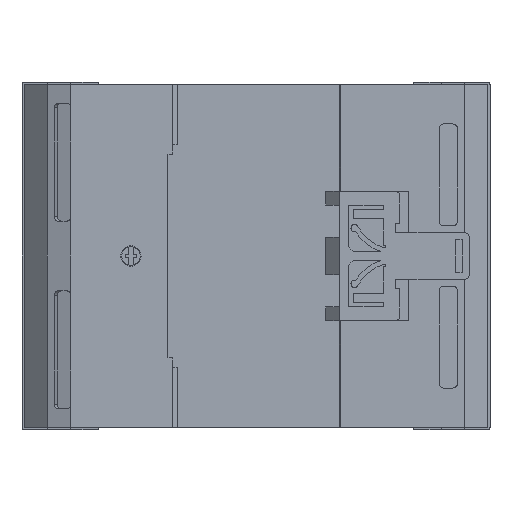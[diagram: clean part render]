
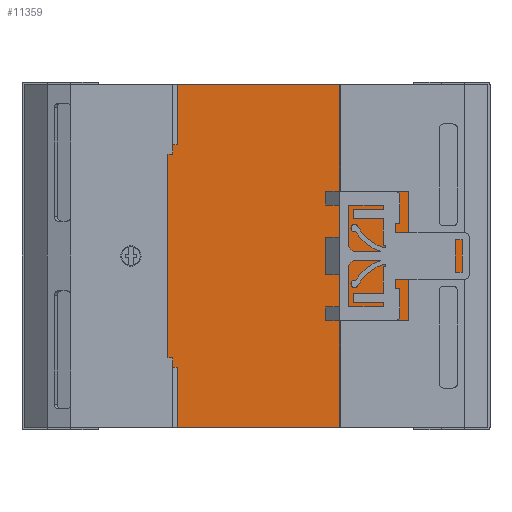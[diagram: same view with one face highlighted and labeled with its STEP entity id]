
A CAD part, left-side view. The second image highlights one B-rep face of the part: STEP entity #11359.
In plain terms, the highlighted planar face has unit normal (-1, 0, 0).
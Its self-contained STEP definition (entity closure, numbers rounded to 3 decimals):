
#509 = LINE ( 'NONE', #14984, #1322 ) ;
#560 = FACE_OUTER_BOUND ( 'NONE', #15611, .T. ) ;
#653 = ORIENTED_EDGE ( 'NONE', *, *, #12214, .T. ) ;
#741 = CARTESIAN_POINT ( 'NONE',  ( -29.5, 18., 37. ) ) ;
#796 = CARTESIAN_POINT ( 'NONE',  ( -29.5, -18., -14. ) ) ;
#1054 = CARTESIAN_POINT ( 'NONE',  ( -29.5, -33., 5. ) ) ;
#1108 = EDGE_CURVE ( 'NONE', #6426, #7443, #2726, .T. ) ;
#1153 = DIRECTION ( 'NONE',  ( 0., 0., 1. ) ) ;
#1322 = VECTOR ( 'NONE', #13637, 1000. ) ;
#1677 = LINE ( 'NONE', #14641, #4667 ) ;
#1772 = ORIENTED_EDGE ( 'NONE', *, *, #15002, .T. ) ;
#1773 = CARTESIAN_POINT ( 'NONE',  ( -29.5, -18., 37. ) ) ;
#1838 = EDGE_CURVE ( 'NONE', #13049, #6860, #11990, .T. ) ;
#1862 = CARTESIAN_POINT ( 'NONE',  ( -29.5, 19., -22. ) ) ;
#2313 = CARTESIAN_POINT ( 'NONE',  ( -29.5, -18., -37. ) ) ;
#2420 = DIRECTION ( 'NONE',  ( 0., -1., 0. ) ) ;
#2572 = VECTOR ( 'NONE', #1153, 1000. ) ;
#2708 = VECTOR ( 'NONE', #3438, 1000. ) ;
#2726 = LINE ( 'NONE', #16202, #16043 ) ;
#2817 = EDGE_CURVE ( 'NONE', #6860, #14254, #10333, .T. ) ;
#2894 = VECTOR ( 'NONE', #11191, 1000. ) ;
#2950 = CARTESIAN_POINT ( 'NONE',  ( -29.5, -33., -14. ) ) ;
#2990 = CARTESIAN_POINT ( 'NONE',  ( -29.5, -33., 14. ) ) ;
#3167 = ORIENTED_EDGE ( 'NONE', *, *, #9300, .F. ) ;
#3295 = LINE ( 'NONE', #16341, #2894 ) ;
#3438 = DIRECTION ( 'NONE',  ( 0., 0., 1. ) ) ;
#3957 = DIRECTION ( 'NONE',  ( 0., 1., 0. ) ) ;
#4160 = VERTEX_POINT ( 'NONE', #13855 ) ;
#4264 = CARTESIAN_POINT ( 'NONE',  ( -29.5, -18., 14. ) ) ;
#4408 = EDGE_CURVE ( 'NONE', #10797, #13049, #12434, .T. ) ;
#4667 = VECTOR ( 'NONE', #15965, 1000. ) ;
#4718 = VERTEX_POINT ( 'NONE', #13607 ) ;
#4798 = ORIENTED_EDGE ( 'NONE', *, *, #1838, .T. ) ;
#5048 = EDGE_CURVE ( 'NONE', #16591, #9441, #5724, .T. ) ;
#5071 = AXIS2_PLACEMENT_3D ( 'NONE', #10391, #11700, #3957 ) ;
#5127 = CARTESIAN_POINT ( 'NONE',  ( -29.5, 18., -37. ) ) ;
#5276 = EDGE_CURVE ( 'NONE', #9441, #10234, #9358, .T. ) ;
#5426 = CARTESIAN_POINT ( 'NONE',  ( -29.5, 18., 22. ) ) ;
#5497 = EDGE_CURVE ( 'NONE', #12100, #11532, #9149, .T. ) ;
#5581 = LINE ( 'NONE', #8850, #2572 ) ;
#5618 = DIRECTION ( 'NONE',  ( 0., -1., 0. ) ) ;
#5724 = LINE ( 'NONE', #7488, #15635 ) ;
#5828 = VERTEX_POINT ( 'NONE', #2950 ) ;
#6206 = DIRECTION ( 'NONE',  ( 0., 0., 1. ) ) ;
#6426 = VERTEX_POINT ( 'NONE', #15166 ) ;
#6501 = CARTESIAN_POINT ( 'NONE',  ( -29.5, 18., 22. ) ) ;
#6837 = ORIENTED_EDGE ( 'NONE', *, *, #1108, .T. ) ;
#6860 = VERTEX_POINT ( 'NONE', #1862 ) ;
#6924 = VECTOR ( 'NONE', #5618, 1000. ) ;
#7443 = VERTEX_POINT ( 'NONE', #796 ) ;
#7488 = CARTESIAN_POINT ( 'NONE',  ( -29.5, -18., -37. ) ) ;
#7677 = CARTESIAN_POINT ( 'NONE',  ( -29.5, 19., 22. ) ) ;
#7759 = VECTOR ( 'NONE', #15892, 1000. ) ;
#7787 = DIRECTION ( 'NONE',  ( 0., 1., 0. ) ) ;
#7889 = ORIENTED_EDGE ( 'NONE', *, *, #15884, .T. ) ;
#7901 = ORIENTED_EDGE ( 'NONE', *, *, #15572, .T. ) ;
#7912 = LINE ( 'NONE', #1054, #13991 ) ;
#7970 = ORIENTED_EDGE ( 'NONE', *, *, #4408, .T. ) ;
#8137 = CARTESIAN_POINT ( 'NONE',  ( -29.5, -18., -14. ) ) ;
#8425 = DIRECTION ( 'NONE',  ( 0., 0., 1. ) ) ;
#8603 = CARTESIAN_POINT ( 'NONE',  ( -29.5, -33., 5. ) ) ;
#8616 = EDGE_CURVE ( 'NONE', #5828, #12187, #509, .T. ) ;
#8725 = EDGE_CURVE ( 'NONE', #6426, #11316, #12620, .T. ) ;
#8850 = CARTESIAN_POINT ( 'NONE',  ( -29.5, 18., -37. ) ) ;
#8891 = ORIENTED_EDGE ( 'NONE', *, *, #12660, .T. ) ;
#8975 = VECTOR ( 'NONE', #7787, 1000. ) ;
#9030 = DIRECTION ( 'NONE',  ( 0., 0., -1. ) ) ;
#9149 = LINE ( 'NONE', #8603, #2708 ) ;
#9265 = CARTESIAN_POINT ( 'NONE',  ( -29.5, 18., -22. ) ) ;
#9300 = EDGE_CURVE ( 'NONE', #11316, #14254, #3295, .T. ) ;
#9358 = LINE ( 'NONE', #1773, #9753 ) ;
#9441 = VERTEX_POINT ( 'NONE', #13400 ) ;
#9753 = VECTOR ( 'NONE', #10775, 1000. ) ;
#9917 = VECTOR ( 'NONE', #11879, 1000. ) ;
#10234 = VERTEX_POINT ( 'NONE', #741 ) ;
#10263 = ORIENTED_EDGE ( 'NONE', *, *, #8725, .F. ) ;
#10333 = LINE ( 'NONE', #9265, #9917 ) ;
#10391 = CARTESIAN_POINT ( 'NONE',  ( -29.5, -18., -37. ) ) ;
#10396 = LINE ( 'NONE', #8137, #6924 ) ;
#10775 = DIRECTION ( 'NONE',  ( 0., 1., 0. ) ) ;
#10797 = VERTEX_POINT ( 'NONE', #5426 ) ;
#11021 = ORIENTED_EDGE ( 'NONE', *, *, #5048, .T. ) ;
#11191 = DIRECTION ( 'NONE',  ( 0., 0., 1. ) ) ;
#11200 = CARTESIAN_POINT ( 'NONE',  ( -29.5, 18., -22. ) ) ;
#11208 = LINE ( 'NONE', #4264, #7759 ) ;
#11227 = EDGE_CURVE ( 'NONE', #10797, #10234, #5581, .T. ) ;
#11316 = VERTEX_POINT ( 'NONE', #5127 ) ;
#11359 = ADVANCED_FACE ( 'NONE', ( #560 ), #12942, .F. ) ;
#11443 = CARTESIAN_POINT ( 'NONE',  ( -29.5, -33., -5. ) ) ;
#11532 = VERTEX_POINT ( 'NONE', #2990 ) ;
#11700 = DIRECTION ( 'NONE',  ( 1., 0., 0. ) ) ;
#11879 = DIRECTION ( 'NONE',  ( 0., -1., 0. ) ) ;
#11990 = LINE ( 'NONE', #14183, #14991 ) ;
#12008 = CARTESIAN_POINT ( 'NONE',  ( -29.5, -33., -5. ) ) ;
#12100 = VERTEX_POINT ( 'NONE', #14366 ) ;
#12160 = ORIENTED_EDGE ( 'NONE', *, *, #11227, .F. ) ;
#12187 = VERTEX_POINT ( 'NONE', #12008 ) ;
#12208 = VECTOR ( 'NONE', #13916, 1000. ) ;
#12214 = EDGE_CURVE ( 'NONE', #11532, #16591, #11208, .T. ) ;
#12434 = LINE ( 'NONE', #6501, #8975 ) ;
#12620 = LINE ( 'NONE', #2313, #12208 ) ;
#12660 = EDGE_CURVE ( 'NONE', #7443, #5828, #10396, .T. ) ;
#12942 = PLANE ( 'NONE',  #5071 ) ;
#13049 = VERTEX_POINT ( 'NONE', #7677 ) ;
#13400 = CARTESIAN_POINT ( 'NONE',  ( -29.5, -18., 37. ) ) ;
#13550 = LINE ( 'NONE', #11443, #16607 ) ;
#13607 = CARTESIAN_POINT ( 'NONE',  ( -29.5, -45., 5. ) ) ;
#13637 = DIRECTION ( 'NONE',  ( 0., 0., 1. ) ) ;
#13855 = CARTESIAN_POINT ( 'NONE',  ( -29.5, -45., -5. ) ) ;
#13916 = DIRECTION ( 'NONE',  ( 0., 1., 0. ) ) ;
#13991 = VECTOR ( 'NONE', #15190, 1000. ) ;
#14115 = CARTESIAN_POINT ( 'NONE',  ( -29.5, -18., 14. ) ) ;
#14183 = CARTESIAN_POINT ( 'NONE',  ( -29.5, 19., -22. ) ) ;
#14254 = VERTEX_POINT ( 'NONE', #11200 ) ;
#14366 = CARTESIAN_POINT ( 'NONE',  ( -29.5, -33., 5. ) ) ;
#14641 = CARTESIAN_POINT ( 'NONE',  ( -29.5, -45., -37. ) ) ;
#14984 = CARTESIAN_POINT ( 'NONE',  ( -29.5, -33., -14. ) ) ;
#14991 = VECTOR ( 'NONE', #9030, 1000. ) ;
#15002 = EDGE_CURVE ( 'NONE', #4718, #12100, #7912, .T. ) ;
#15166 = CARTESIAN_POINT ( 'NONE',  ( -29.5, -18., -37. ) ) ;
#15190 = DIRECTION ( 'NONE',  ( 0., 1., 0. ) ) ;
#15477 = ORIENTED_EDGE ( 'NONE', *, *, #2817, .T. ) ;
#15507 = ORIENTED_EDGE ( 'NONE', *, *, #5276, .T. ) ;
#15572 = EDGE_CURVE ( 'NONE', #4160, #4718, #1677, .T. ) ;
#15611 = EDGE_LOOP ( 'NONE', ( #15477, #3167, #10263, #6837, #8891, #15986, #7889, #7901, #1772, #16535, #653, #11021, #15507, #12160, #7970, #4798 ) ) ;
#15635 = VECTOR ( 'NONE', #6206, 1000. ) ;
#15884 = EDGE_CURVE ( 'NONE', #12187, #4160, #13550, .T. ) ;
#15892 = DIRECTION ( 'NONE',  ( 0., 1., 0. ) ) ;
#15965 = DIRECTION ( 'NONE',  ( 0., 0., 1. ) ) ;
#15986 = ORIENTED_EDGE ( 'NONE', *, *, #8616, .T. ) ;
#16043 = VECTOR ( 'NONE', #8425, 1000. ) ;
#16202 = CARTESIAN_POINT ( 'NONE',  ( -29.5, -18., -37. ) ) ;
#16341 = CARTESIAN_POINT ( 'NONE',  ( -29.5, 18., -37. ) ) ;
#16535 = ORIENTED_EDGE ( 'NONE', *, *, #5497, .T. ) ;
#16591 = VERTEX_POINT ( 'NONE', #14115 ) ;
#16607 = VECTOR ( 'NONE', #2420, 1000. ) ;
